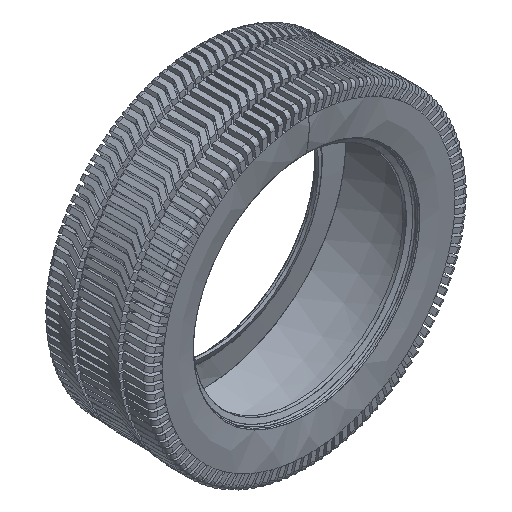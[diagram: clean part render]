
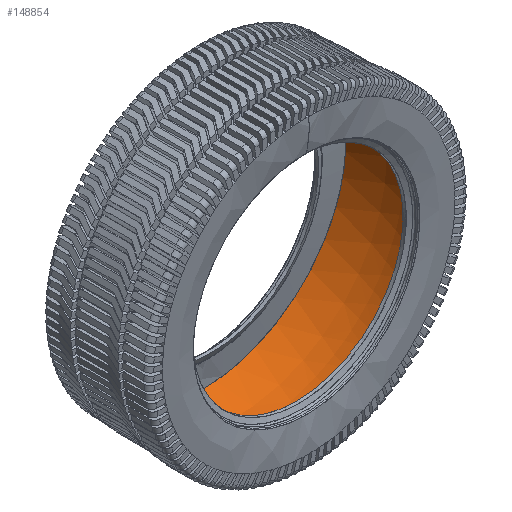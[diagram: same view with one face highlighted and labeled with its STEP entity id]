
A CAD part, isometric view. The second image highlights one B-rep face of the part: STEP entity #148854.
In plain terms, the highlighted free-form (B-spline) face has degree [3, 3] with [7, 4] control points.
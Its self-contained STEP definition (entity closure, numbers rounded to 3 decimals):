
#148854 = ADVANCED_FACE('',(#148855),#148895,.T.);
#148855 = FACE_BOUND('',#148856,.T.);
#148856 = EDGE_LOOP('',(#148857,#148868,#148878,#148885));
#148857 = ORIENTED_EDGE('',*,*,#148858,.F.);
#148858 = EDGE_CURVE('',#148859,#148861,#148863,.T.);
#148859 = VERTEX_POINT('',#148860);
#148860 = CARTESIAN_POINT('',(0.,-62.158,157.219));
#148861 = VERTEX_POINT('',#148862);
#148862 = CARTESIAN_POINT('',(0.,51.378,157.219));
#148863 = B_SPLINE_CURVE_WITH_KNOTS('',3,(#148864,#148865,#148866,
    #148867),.UNSPECIFIED.,.F.,.F.,(4,4),(0.,1.),
  .PIECEWISE_BEZIER_KNOTS.);
#148864 = CARTESIAN_POINT('',(0.,-62.158,157.219));
#148865 = CARTESIAN_POINT('',(0.,-24.274,167.227));
#148866 = CARTESIAN_POINT('',(0.,13.5,167.227));
#148867 = CARTESIAN_POINT('',(0.,51.378,157.219));
#148868 = ORIENTED_EDGE('',*,*,#148869,.F.);
#148869 = EDGE_CURVE('',#148859,#148859,#148870,.T.);
#148870 = ( BOUNDED_CURVE() B_SPLINE_CURVE(3,(#148871,#148872,#148873,
    #148874,#148875,#148876,#148877),.UNSPECIFIED.,.T.,.F.) 
B_SPLINE_CURVE_WITH_KNOTS((4,3,4),(0.,0.5,1.),.PIECEWISE_BEZIER_KNOTS.) 
CURVE() GEOMETRIC_REPRESENTATION_ITEM() RATIONAL_B_SPLINE_CURVE((1.,
    0.333,0.333,1.,0.333,0.333,1.)) 
REPRESENTATION_ITEM('') );
#148871 = CARTESIAN_POINT('',(0.,-62.158,157.219));
#148872 = CARTESIAN_POINT('',(314.438,-62.158,
    157.219));
#148873 = CARTESIAN_POINT('',(314.438,-62.158,
    -157.219));
#148874 = CARTESIAN_POINT('',(0.,-62.158,-157.219));
#148875 = CARTESIAN_POINT('',(-314.438,-62.158,
    -157.219));
#148876 = CARTESIAN_POINT('',(-314.438,-62.158,
    157.219));
#148877 = CARTESIAN_POINT('',(0.,-62.158,157.219));
#148878 = ORIENTED_EDGE('',*,*,#148879,.F.);
#148879 = EDGE_CURVE('',#148861,#148859,#148880,.T.);
#148880 = B_SPLINE_CURVE_WITH_KNOTS('',3,(#148881,#148882,#148883,
    #148884),.UNSPECIFIED.,.F.,.F.,(4,4),(0.,1.),
  .PIECEWISE_BEZIER_KNOTS.);
#148881 = CARTESIAN_POINT('',(0.,51.378,157.219));
#148882 = CARTESIAN_POINT('',(0.,13.5,167.227));
#148883 = CARTESIAN_POINT('',(0.,-24.274,167.227));
#148884 = CARTESIAN_POINT('',(0.,-62.158,157.219));
#148885 = ORIENTED_EDGE('',*,*,#148886,.F.);
#148886 = EDGE_CURVE('',#148861,#148861,#148887,.T.);
#148887 = ( BOUNDED_CURVE() B_SPLINE_CURVE(3,(#148888,#148889,#148890,
    #148891,#148892,#148893,#148894),.UNSPECIFIED.,.T.,.F.) 
B_SPLINE_CURVE_WITH_KNOTS((4,3,4),(0.,0.5,1.),.PIECEWISE_BEZIER_KNOTS.) 
CURVE() GEOMETRIC_REPRESENTATION_ITEM() RATIONAL_B_SPLINE_CURVE((1.,
    0.333,0.333,1.,0.333,0.333,1.)) 
REPRESENTATION_ITEM('') );
#148888 = CARTESIAN_POINT('',(0.,51.378,157.219));
#148889 = CARTESIAN_POINT('',(-314.438,51.378,
    157.219));
#148890 = CARTESIAN_POINT('',(-314.438,51.378,
    -157.219));
#148891 = CARTESIAN_POINT('',(0.,51.378,-157.219));
#148892 = CARTESIAN_POINT('',(314.438,51.378,
    -157.219));
#148893 = CARTESIAN_POINT('',(314.438,51.378,
    157.219));
#148894 = CARTESIAN_POINT('',(0.,51.378,157.219));
#148895 = ( BOUNDED_SURFACE() B_SPLINE_SURFACE(3,3,(
    (#148896,#148897,#148898,#148899)
    ,(#148900,#148901,#148902,#148903)
    ,(#148904,#148905,#148906,#148907)
    ,(#148908,#148909,#148910,#148911)
    ,(#148912,#148913,#148914,#148915)
    ,(#148916,#148917,#148918,#148919)
    ,(#148920,#148921,#148922,#148923
)),.UNSPECIFIED.,.T.,.F.,.F.) B_SPLINE_SURFACE_WITH_KNOTS((4,3,4),(4,4),
  (0.,0.5,1.),(0.,1.),.PIECEWISE_BEZIER_KNOTS.) 
GEOMETRIC_REPRESENTATION_ITEM() RATIONAL_B_SPLINE_SURFACE((
    (1.,1.,1.,1.)
    ,(0.333,0.333,0.333,0.333)
    ,(0.333,0.333,0.333,0.333)
    ,(1.,1.,1.,1.)
    ,(0.333,0.333,0.333,0.333)
    ,(0.333,0.333,0.333,0.333)
,(1.,1.,1.,1.))) REPRESENTATION_ITEM('') SURFACE() );
#148896 = CARTESIAN_POINT('',(0.,51.378,157.219));
#148897 = CARTESIAN_POINT('',(0.,13.5,167.227));
#148898 = CARTESIAN_POINT('',(0.,-24.274,167.227));
#148899 = CARTESIAN_POINT('',(0.,-62.158,157.219));
#148900 = CARTESIAN_POINT('',(314.438,51.378,
    157.219));
#148901 = CARTESIAN_POINT('',(334.454,13.5,
    167.227));
#148902 = CARTESIAN_POINT('',(334.454,-24.274,
    167.227));
#148903 = CARTESIAN_POINT('',(314.438,-62.158,
    157.219));
#148904 = CARTESIAN_POINT('',(314.438,51.378,
    -157.219));
#148905 = CARTESIAN_POINT('',(334.454,13.5,
    -167.227));
#148906 = CARTESIAN_POINT('',(334.454,-24.274,
    -167.227));
#148907 = CARTESIAN_POINT('',(314.438,-62.158,
    -157.219));
#148908 = CARTESIAN_POINT('',(0.,51.378,-157.219));
#148909 = CARTESIAN_POINT('',(0.,13.5,-167.227));
#148910 = CARTESIAN_POINT('',(0.,-24.274,-167.227));
#148911 = CARTESIAN_POINT('',(0.,-62.158,-157.219));
#148912 = CARTESIAN_POINT('',(-314.438,51.378,
    -157.219));
#148913 = CARTESIAN_POINT('',(-334.454,13.5,
    -167.227));
#148914 = CARTESIAN_POINT('',(-334.454,-24.274,
    -167.227));
#148915 = CARTESIAN_POINT('',(-314.438,-62.158,
    -157.219));
#148916 = CARTESIAN_POINT('',(-314.438,51.378,
    157.219));
#148917 = CARTESIAN_POINT('',(-334.454,13.5,
    167.227));
#148918 = CARTESIAN_POINT('',(-334.454,-24.274,
    167.227));
#148919 = CARTESIAN_POINT('',(-314.438,-62.158,
    157.219));
#148920 = CARTESIAN_POINT('',(0.,51.378,157.219));
#148921 = CARTESIAN_POINT('',(0.,13.5,167.227));
#148922 = CARTESIAN_POINT('',(0.,-24.274,167.227));
#148923 = CARTESIAN_POINT('',(0.,-62.158,157.219));
